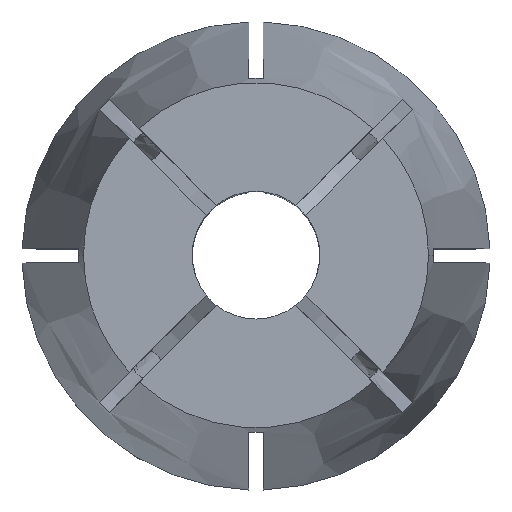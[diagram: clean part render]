
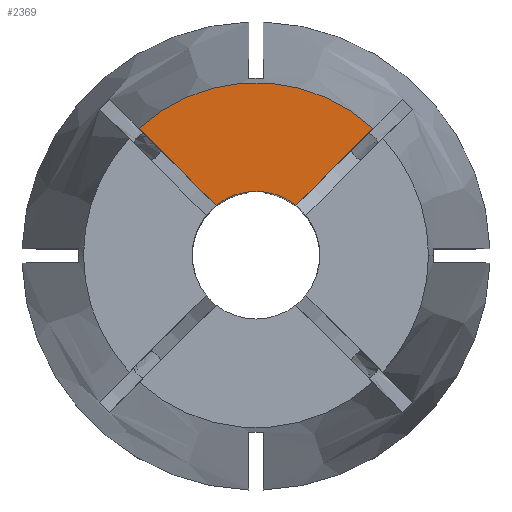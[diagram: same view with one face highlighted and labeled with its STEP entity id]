
A CAD part, top view. The second image highlights one B-rep face of the part: STEP entity #2369.
In plain terms, the highlighted planar face has unit normal (0, 0, 1).
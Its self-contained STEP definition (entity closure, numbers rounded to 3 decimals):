
#159 = DIRECTION ( 'NONE',  ( 1., 0., 0. ) ) ;
#164 = VERTEX_POINT ( 'NONE', #1867 ) ;
#264 = DIRECTION ( 'NONE',  ( 0.707, -0.707, 0. ) ) ;
#265 = VECTOR ( 'NONE', #1325, 1000. ) ;
#294 = PLANE ( 'NONE',  #803 ) ;
#425 = EDGE_CURVE ( 'NONE', #1933, #550, #2493, .T. ) ;
#480 = CARTESIAN_POINT ( 'NONE',  ( 0., 0., 0. ) ) ;
#492 = CARTESIAN_POINT ( 'NONE',  ( 0., 0., 0. ) ) ;
#500 = CARTESIAN_POINT ( 'NONE',  ( 0., 0., 0. ) ) ;
#501 = ORIENTED_EDGE ( 'NONE', *, *, #1099, .T. ) ;
#550 = VERTEX_POINT ( 'NONE', #1980 ) ;
#611 = CARTESIAN_POINT ( 'NONE',  ( 2.809, 3.516, 0. ) ) ;
#658 = LINE ( 'NONE', #888, #2745 ) ;
#744 = DIRECTION ( 'NONE',  ( 0., 0., -1. ) ) ;
#803 = AXIS2_PLACEMENT_3D ( 'NONE', #480, #744, #873 ) ;
#856 = EDGE_CURVE ( 'NONE', #1933, #164, #1201, .T. ) ;
#873 = DIRECTION ( 'NONE',  ( -1., 0., 0. ) ) ;
#888 = CARTESIAN_POINT ( 'NONE',  ( 0.354, 0.354, 0. ) ) ;
#1004 = ORIENTED_EDGE ( 'NONE', *, *, #856, .F. ) ;
#1099 = EDGE_CURVE ( 'NONE', #550, #1879, #1139, .T. ) ;
#1101 = DIRECTION ( 'NONE',  ( 0., 0., 1. ) ) ;
#1139 = CIRCLE ( 'NONE', #1581, 12.158 ) ;
#1201 = CIRCLE ( 'NONE', #2301, 4.5 ) ;
#1261 = ORIENTED_EDGE ( 'NONE', *, *, #425, .T. ) ;
#1290 = FACE_OUTER_BOUND ( 'NONE', #2102, .T. ) ;
#1325 = DIRECTION ( 'NONE',  ( 0.707, 0.707, 0. ) ) ;
#1355 = CARTESIAN_POINT ( 'NONE',  ( -0.354, 0.354, 0. ) ) ;
#1449 = EDGE_CURVE ( 'NONE', #1879, #164, #658, .T. ) ;
#1581 = AXIS2_PLACEMENT_3D ( 'NONE', #492, #1981, #159 ) ;
#1867 = CARTESIAN_POINT ( 'NONE',  ( -2.809, 3.516, 0. ) ) ;
#1879 = VERTEX_POINT ( 'NONE', #2725 ) ;
#1933 = VERTEX_POINT ( 'NONE', #611 ) ;
#1980 = CARTESIAN_POINT ( 'NONE',  ( 8.236, 8.943, 0. ) ) ;
#1981 = DIRECTION ( 'NONE',  ( 0., 0., 1. ) ) ;
#2102 = EDGE_LOOP ( 'NONE', ( #1004, #1261, #501, #2664 ) ) ;
#2301 = AXIS2_PLACEMENT_3D ( 'NONE', #500, #1101, #2696 ) ;
#2369 = ADVANCED_FACE ( 'NONE', ( #1290 ), #294, .F. ) ;
#2493 = LINE ( 'NONE', #1355, #265 ) ;
#2664 = ORIENTED_EDGE ( 'NONE', *, *, #1449, .T. ) ;
#2696 = DIRECTION ( 'NONE',  ( 1., 0., 0. ) ) ;
#2725 = CARTESIAN_POINT ( 'NONE',  ( -8.236, 8.943, 0. ) ) ;
#2745 = VECTOR ( 'NONE', #264, 1000. ) ;
